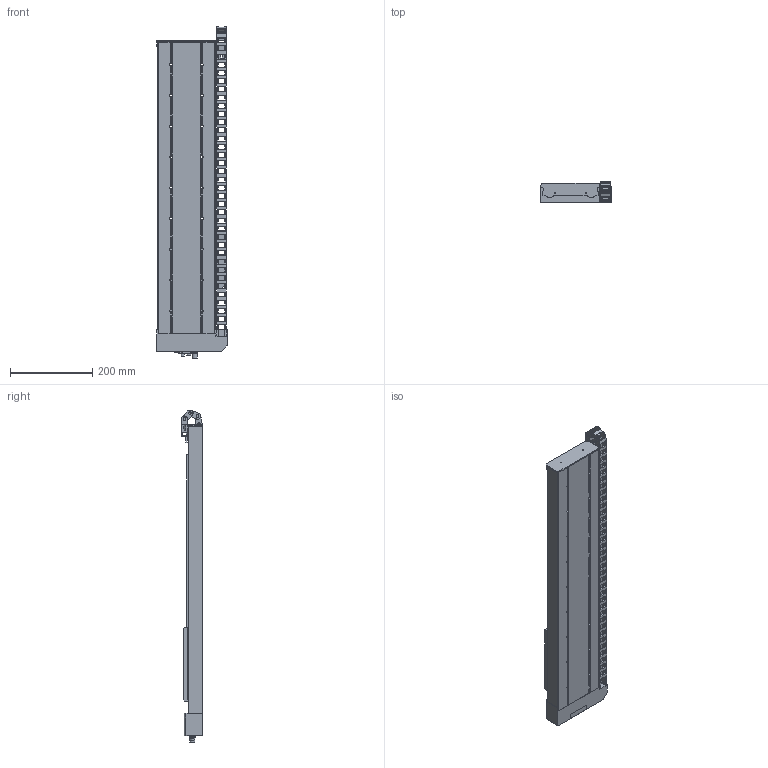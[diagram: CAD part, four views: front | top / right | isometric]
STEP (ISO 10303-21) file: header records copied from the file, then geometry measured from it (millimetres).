
FILE_DESCRIPTION (( 'STEP AP203' ), '1' );
FILE_NAME ('X-LDQ0450C-AE53D12.step', '2023-10-06T19:23:57', ( '' ), ( '' ), 'SwSTEP 2.0', 'SolidWorks 2019', '' );
FILE_SCHEMA (( 'CONFIG_CONTROL_DESIGN' ));
Length unit declared in the file: millimetre
Products named in the file (7): LDQ_carriage^LDQ; LDQ_cable_link^LDQ_cable_LDQ; LDQ_base^LDQ_X-LDQ0450; LDQ_cable_end^LDQ_cable_LDQ_pin; LDQ_cable^LDQ_LDQ0450; LDQ_cable_end^LDQ_cable_LDQ_bore; X-LDQ0450C-AE53D12
Assembly tree (44 placements, depth 3):
  X-LDQ0450C-AE53D12
    LDQ_base^LDQ_X-LDQ0450
    LDQ_carriage^LDQ
    LDQ_cable^LDQ_LDQ0450
      LDQ_cable_end^LDQ_cable_LDQ_bore
      LDQ_cable_end^LDQ_cable_LDQ_pin
      LDQ_cable_link^LDQ_cable_LDQ  x39
Bounding box: 171 x 52.3 x 809.46 mm (x, y, z)
Volume: 2996503.6 mm3; surface area: 881474.3 mm2
Topology: 105 solids, 105 shells, 3507 faces, 9094 edges, 5998 vertices
Faces by surface type: plane 2100, cylinder 1395, cone 12
Entity records: 52961 total; most frequent: CARTESIAN_POINT 9075, DIRECTION 8800, ORIENTED_EDGE 8444, EDGE_CURVE 4222, LINE 3098, VECTOR 3098, AXIS2_PLACEMENT_3D 2851, VERTEX_POINT 2806
